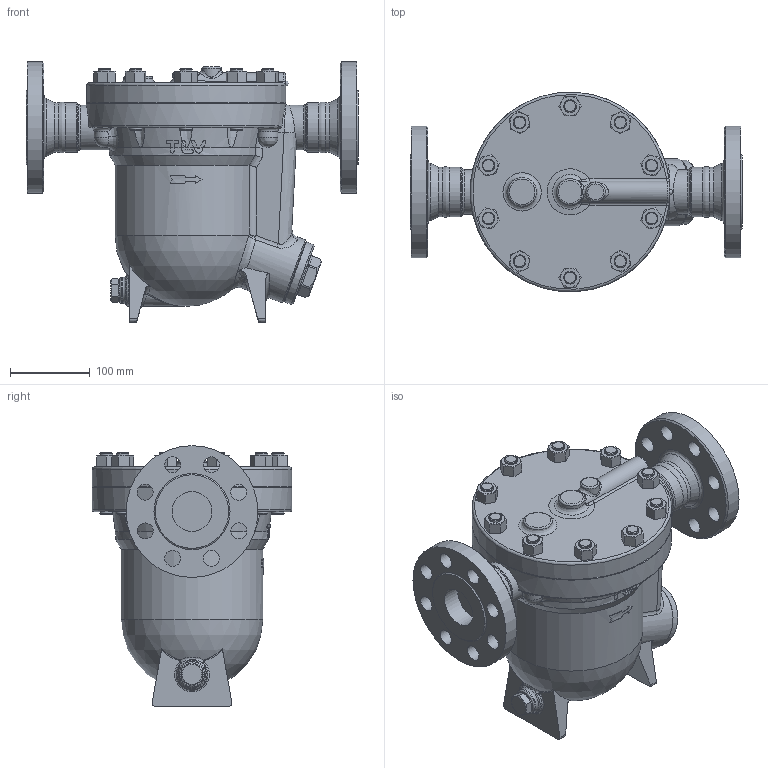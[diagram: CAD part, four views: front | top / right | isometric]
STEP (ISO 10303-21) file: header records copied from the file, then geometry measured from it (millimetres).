
FILE_DESCRIPTION((''),'2;1');
FILE_NAME('j72rx-050-a0300-00.stp','2010-08-24T16:38:41',('nakaot'),(''),'Autodesk Inventor 2008','Autodesk Inventor 2008','');
FILE_SCHEMA(('AUTOMOTIVE_DESIGN { 1 0 10303 214 1 1 1 1 }'));
Length unit declared in the file: millimetre
Products named in the file (1): j72rx-050-a0300-00
Bounding box: 416 x 250 x 326.5 mm (x, y, z)
Volume: 10005593.9 mm3; surface area: 527875.9 mm2
Topology: 5 solids, 5 shells, 518 faces, 1244 edges, 774 vertices
Faces by surface type: plane 165, bspline 121, cone 110, cylinder 105, torus 13, sphere 4
Full cylindrical faces by diameter (mm): 13.835 x2, 16 x26, 20 x8, 24 x1, 26 x1, 32 x1, 50 x1, 56 x2, 62 x3, 78 x1, 80 x1, 84 x1, 150 x1, 165 x1, 250 x2
Entity records: 24248 total; most frequent: CARTESIAN_POINT 13848, ORIENTED_EDGE 2146, DIRECTION 1926, EDGE_CURVE 1073, AXIS2_PLACEMENT_3D 839, EDGE_LOOP 741, VERTEX_POINT 736, FACE_OUTER_BOUND 518
